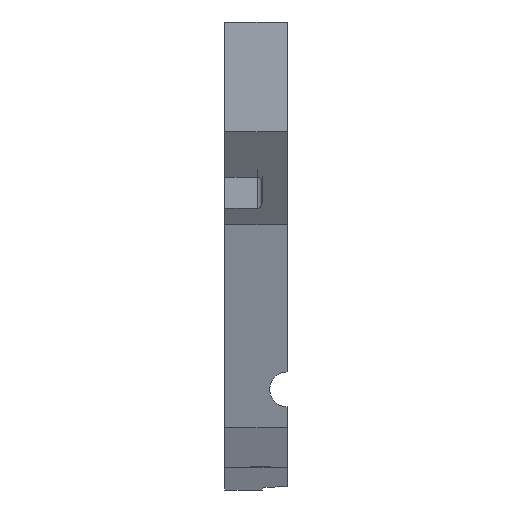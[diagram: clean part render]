
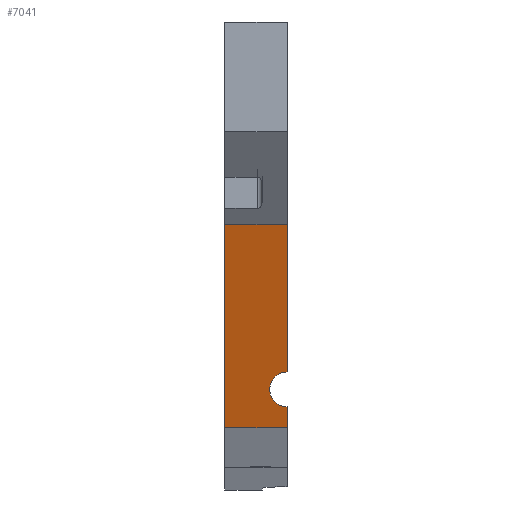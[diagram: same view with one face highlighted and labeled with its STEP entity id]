
A CAD part, left-side view. The second image highlights one B-rep face of the part: STEP entity #7041.
In plain terms, the highlighted planar face has unit normal (-0.962, 0, -0.272).
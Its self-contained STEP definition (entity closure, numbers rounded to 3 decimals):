
#456=ELLIPSE('',#7449,7.273,7.);
#554=FACE_OUTER_BOUND('',#941,.T.);
#941=EDGE_LOOP('',(#4842,#4843,#4844,#4845,#4846,#4847));
#1336=LINE('',#9104,#2098);
#1422=LINE('',#9278,#2184);
#1430=LINE('',#9294,#2192);
#1432=LINE('',#9298,#2194);
#1433=LINE('',#9302,#2195);
#2098=VECTOR('',#7739,10.);
#2184=VECTOR('',#7879,10.);
#2192=VECTOR('',#7897,10.);
#2194=VECTOR('',#7901,10.);
#2195=VECTOR('',#7908,10.);
#2856=VERTEX_POINT('',#9101);
#2857=VERTEX_POINT('',#9103);
#2917=VERTEX_POINT('',#9275);
#2918=VERTEX_POINT('',#9277);
#2921=VERTEX_POINT('',#9292);
#2922=VERTEX_POINT('',#9296);
#3576=EDGE_CURVE('',#2857,#2856,#1336,.T.);
#3664=EDGE_CURVE('',#2917,#2918,#1422,.T.);
#3673=EDGE_CURVE('',#2921,#2856,#1430,.T.);
#3675=EDGE_CURVE('',#2922,#2921,#1432,.T.);
#3676=EDGE_CURVE('',#2922,#2918,#456,.T.);
#3677=EDGE_CURVE('',#2917,#2857,#1433,.T.);
#4842=ORIENTED_EDGE('',*,*,#3676,.T.);
#4843=ORIENTED_EDGE('',*,*,#3664,.F.);
#4844=ORIENTED_EDGE('',*,*,#3677,.T.);
#4845=ORIENTED_EDGE('',*,*,#3576,.T.);
#4846=ORIENTED_EDGE('',*,*,#3673,.F.);
#4847=ORIENTED_EDGE('',*,*,#3675,.F.);
#6811=PLANE('',#7450);
#7041=ADVANCED_FACE('',(#554),#6811,.F.);
#7449=AXIS2_PLACEMENT_3D('',#9300,#7904,#7905);
#7450=AXIS2_PLACEMENT_3D('',#9301,#7906,#7907);
#7739=DIRECTION('',(0.272,0.,-0.962));
#7879=DIRECTION('',(0.272,0.,-0.962));
#7897=DIRECTION('',(0.,1.,0.));
#7901=DIRECTION('',(0.272,0.,-0.962));
#7904=DIRECTION('center_axis',(0.962,0.,0.272));
#7905=DIRECTION('ref_axis',(-0.272,0.,0.962));
#7906=DIRECTION('center_axis',(0.962,0.,0.272));
#7907=DIRECTION('ref_axis',(0.272,0.,-0.962));
#7908=DIRECTION('',(0.,1.,0.));
#9101=CARTESIAN_POINT('',(-248.,25.,-38.));
#9103=CARTESIAN_POINT('',(-271.,25.,43.5));
#9104=CARTESIAN_POINT('',(-271.,25.,43.5));
#9275=CARTESIAN_POINT('',(-271.,0.,43.5));
#9277=CARTESIAN_POINT('',(-254.323,0.,-15.596));
#9278=CARTESIAN_POINT('',(-271.,0.,43.5));
#9292=CARTESIAN_POINT('',(-248.,0.,-38.));
#9294=CARTESIAN_POINT('',(-248.,0.,-38.));
#9296=CARTESIAN_POINT('',(-250.372,0.,-29.596));
#9298=CARTESIAN_POINT('',(-271.,0.,43.5));
#9300=CARTESIAN_POINT('Origin',(-252.347,0.,-22.596));
#9301=CARTESIAN_POINT('Origin',(-271.,0.,43.5));
#9302=CARTESIAN_POINT('',(-271.,0.,43.5));
